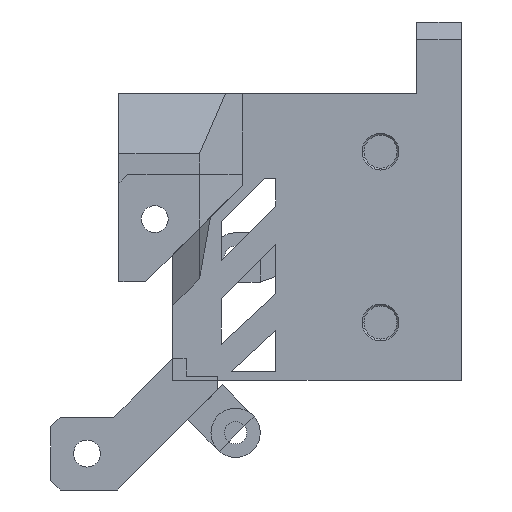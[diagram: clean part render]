
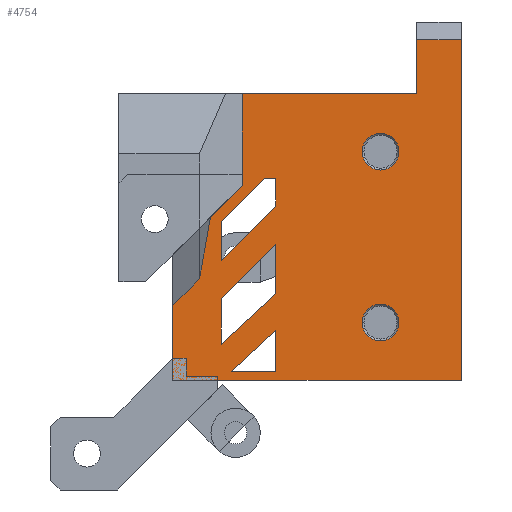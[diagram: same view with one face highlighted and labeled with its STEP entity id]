
A CAD part, left-side view. The second image highlights one B-rep face of the part: STEP entity #4754.
In plain terms, the highlighted planar face has unit normal (-1, 0, 0).
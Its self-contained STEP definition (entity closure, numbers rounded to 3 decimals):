
#227=FACE_BOUND('',#699,.T.);
#228=FACE_BOUND('',#700,.T.);
#229=FACE_BOUND('',#701,.T.);
#230=FACE_BOUND('',#702,.T.);
#231=FACE_BOUND('',#703,.T.);
#292=CIRCLE('',#5116,2.05);
#293=CIRCLE('',#5117,2.05);
#430=FACE_OUTER_BOUND('',#698,.T.);
#698=EDGE_LOOP('',(#3491,#3492,#3493,#3494,#3495,#3496,#3497,#3498,#3499,
#3500,#3501));
#699=EDGE_LOOP('',(#3502,#3503,#3504,#3505));
#700=EDGE_LOOP('',(#3506,#3507,#3508,#3509,#3510));
#701=EDGE_LOOP('',(#3511));
#702=EDGE_LOOP('',(#3512));
#703=EDGE_LOOP('',(#3513,#3514,#3515));
#1102=LINE('',#6976,#1635);
#1115=LINE('',#7000,#1648);
#1117=LINE('',#7005,#1650);
#1118=LINE('',#7007,#1651);
#1119=LINE('',#7009,#1652);
#1120=LINE('',#7011,#1653);
#1121=LINE('',#7013,#1654);
#1122=LINE('',#7015,#1655);
#1123=LINE('',#7017,#1656);
#1124=LINE('',#7019,#1657);
#1125=LINE('',#7020,#1658);
#1126=LINE('',#7023,#1659);
#1127=LINE('',#7025,#1660);
#1128=LINE('',#7027,#1661);
#1129=LINE('',#7028,#1662);
#1130=LINE('',#7031,#1663);
#1131=LINE('',#7033,#1664);
#1132=LINE('',#7035,#1665);
#1133=LINE('',#7037,#1666);
#1134=LINE('',#7038,#1667);
#1135=LINE('',#7045,#1668);
#1136=LINE('',#7047,#1669);
#1137=LINE('',#7048,#1670);
#1635=VECTOR('',#5723,10.);
#1648=VECTOR('',#5744,10.);
#1650=VECTOR('',#5750,10.);
#1651=VECTOR('',#5751,10.);
#1652=VECTOR('',#5752,10.);
#1653=VECTOR('',#5753,10.);
#1654=VECTOR('',#5754,10.);
#1655=VECTOR('',#5755,10.);
#1656=VECTOR('',#5756,10.);
#1657=VECTOR('',#5757,10.);
#1658=VECTOR('',#5758,10.);
#1659=VECTOR('',#5759,10.);
#1660=VECTOR('',#5760,10.);
#1661=VECTOR('',#5761,10.);
#1662=VECTOR('',#5762,10.);
#1663=VECTOR('',#5763,10.);
#1664=VECTOR('',#5764,10.);
#1665=VECTOR('',#5765,10.);
#1666=VECTOR('',#5766,10.);
#1667=VECTOR('',#5767,10.);
#1668=VECTOR('',#5772,10.);
#1669=VECTOR('',#5773,10.);
#1670=VECTOR('',#5774,10.);
#2125=VERTEX_POINT('',#6973);
#2126=VERTEX_POINT('',#6975);
#2133=VERTEX_POINT('',#6999);
#2134=VERTEX_POINT('',#7004);
#2135=VERTEX_POINT('',#7006);
#2136=VERTEX_POINT('',#7008);
#2137=VERTEX_POINT('',#7010);
#2138=VERTEX_POINT('',#7012);
#2139=VERTEX_POINT('',#7014);
#2140=VERTEX_POINT('',#7016);
#2141=VERTEX_POINT('',#7018);
#2142=VERTEX_POINT('',#7021);
#2143=VERTEX_POINT('',#7022);
#2144=VERTEX_POINT('',#7024);
#2145=VERTEX_POINT('',#7026);
#2146=VERTEX_POINT('',#7029);
#2147=VERTEX_POINT('',#7030);
#2148=VERTEX_POINT('',#7032);
#2149=VERTEX_POINT('',#7034);
#2150=VERTEX_POINT('',#7036);
#2151=VERTEX_POINT('',#7039);
#2152=VERTEX_POINT('',#7041);
#2153=VERTEX_POINT('',#7043);
#2154=VERTEX_POINT('',#7044);
#2155=VERTEX_POINT('',#7046);
#2626=EDGE_CURVE('',#2126,#2125,#1102,.T.);
#2639=EDGE_CURVE('',#2133,#2126,#1115,.T.);
#2641=EDGE_CURVE('',#2125,#2134,#1117,.T.);
#2642=EDGE_CURVE('',#2134,#2135,#1118,.T.);
#2643=EDGE_CURVE('',#2135,#2136,#1119,.T.);
#2644=EDGE_CURVE('',#2136,#2137,#1120,.T.);
#2645=EDGE_CURVE('',#2137,#2138,#1121,.T.);
#2646=EDGE_CURVE('',#2139,#2138,#1122,.T.);
#2647=EDGE_CURVE('',#2140,#2139,#1123,.T.);
#2648=EDGE_CURVE('',#2140,#2141,#1124,.T.);
#2649=EDGE_CURVE('',#2133,#2141,#1125,.T.);
#2650=EDGE_CURVE('',#2142,#2143,#1126,.T.);
#2651=EDGE_CURVE('',#2143,#2144,#1127,.T.);
#2652=EDGE_CURVE('',#2144,#2145,#1128,.T.);
#2653=EDGE_CURVE('',#2145,#2142,#1129,.T.);
#2654=EDGE_CURVE('',#2146,#2147,#1130,.T.);
#2655=EDGE_CURVE('',#2147,#2148,#1131,.T.);
#2656=EDGE_CURVE('',#2148,#2149,#1132,.T.);
#2657=EDGE_CURVE('',#2149,#2150,#1133,.T.);
#2658=EDGE_CURVE('',#2150,#2146,#1134,.T.);
#2659=EDGE_CURVE('',#2151,#2151,#292,.T.);
#2660=EDGE_CURVE('',#2152,#2152,#293,.T.);
#2661=EDGE_CURVE('',#2153,#2154,#1135,.T.);
#2662=EDGE_CURVE('',#2154,#2155,#1136,.T.);
#2663=EDGE_CURVE('',#2155,#2153,#1137,.T.);
#3491=ORIENTED_EDGE('',*,*,#2639,.T.);
#3492=ORIENTED_EDGE('',*,*,#2626,.T.);
#3493=ORIENTED_EDGE('',*,*,#2641,.T.);
#3494=ORIENTED_EDGE('',*,*,#2642,.T.);
#3495=ORIENTED_EDGE('',*,*,#2643,.T.);
#3496=ORIENTED_EDGE('',*,*,#2644,.T.);
#3497=ORIENTED_EDGE('',*,*,#2645,.T.);
#3498=ORIENTED_EDGE('',*,*,#2646,.F.);
#3499=ORIENTED_EDGE('',*,*,#2647,.F.);
#3500=ORIENTED_EDGE('',*,*,#2648,.T.);
#3501=ORIENTED_EDGE('',*,*,#2649,.F.);
#3502=ORIENTED_EDGE('',*,*,#2650,.T.);
#3503=ORIENTED_EDGE('',*,*,#2651,.T.);
#3504=ORIENTED_EDGE('',*,*,#2652,.T.);
#3505=ORIENTED_EDGE('',*,*,#2653,.T.);
#3506=ORIENTED_EDGE('',*,*,#2654,.T.);
#3507=ORIENTED_EDGE('',*,*,#2655,.T.);
#3508=ORIENTED_EDGE('',*,*,#2656,.T.);
#3509=ORIENTED_EDGE('',*,*,#2657,.T.);
#3510=ORIENTED_EDGE('',*,*,#2658,.T.);
#3511=ORIENTED_EDGE('',*,*,#2659,.F.);
#3512=ORIENTED_EDGE('',*,*,#2660,.F.);
#3513=ORIENTED_EDGE('',*,*,#2661,.T.);
#3514=ORIENTED_EDGE('',*,*,#2662,.T.);
#3515=ORIENTED_EDGE('',*,*,#2663,.T.);
#4542=PLANE('',#5115);
#4754=ADVANCED_FACE('',(#430,#227,#228,#229,#230,#231),#4542,.T.);
#5115=AXIS2_PLACEMENT_3D('',#7003,#5748,#5749);
#5116=AXIS2_PLACEMENT_3D('',#7040,#5768,#5769);
#5117=AXIS2_PLACEMENT_3D('',#7042,#5770,#5771);
#5723=DIRECTION('',(0.,1.,0.));
#5744=DIRECTION('',(0.,0.,-1.));
#5748=DIRECTION('center_axis',(-1.,0.,0.));
#5749=DIRECTION('ref_axis',(0.,0.,-1.));
#5750=DIRECTION('',(0.,-0.928,-0.371));
#5751=DIRECTION('',(0.,0.,-1.));
#5752=DIRECTION('',(0.,0.707,-0.707));
#5753=DIRECTION('',(0.,0.,-1.));
#5754=DIRECTION('',(0.,-1.,0.));
#5755=DIRECTION('',(0.,0.,-1.));
#5756=DIRECTION('',(0.,-1.,0.));
#5757=DIRECTION('',(0.,0.,-1.));
#5758=DIRECTION('',(0.,-1.,0.));
#5759=DIRECTION('',(0.,-0.707,0.707));
#5760=DIRECTION('',(0.,0.,-1.));
#5761=DIRECTION('',(0.,0.737,-0.676));
#5762=DIRECTION('',(0.,0.,1.));
#5763=DIRECTION('',(0.,0.,1.));
#5764=DIRECTION('',(0.,-0.707,0.707));
#5765=DIRECTION('',(0.,-1.,0.));
#5766=DIRECTION('',(0.,0.,-1.));
#5767=DIRECTION('',(0.,0.707,-0.707));
#5768=DIRECTION('center_axis',(-1.,0.,0.));
#5769=DIRECTION('ref_axis',(0.,-1.,0.));
#5770=DIRECTION('center_axis',(-1.,0.,0.));
#5771=DIRECTION('ref_axis',(0.,-1.,0.));
#5772=DIRECTION('',(0.,-0.737,0.676));
#5773=DIRECTION('',(0.,0.,-1.));
#5774=DIRECTION('',(0.,1.,0.));
#6973=CARTESIAN_POINT('',(-20.,-0.276,-3.));
#6975=CARTESIAN_POINT('',(-20.,-10.043,-3.));
#6976=CARTESIAN_POINT('',(-20.,-1.83,-3.));
#6999=CARTESIAN_POINT('',(-20.,-10.043,6.));
#7000=CARTESIAN_POINT('',(-20.,-10.043,1.5));
#7003=CARTESIAN_POINT('Origin',(-20.,0.,6.));
#7004=CARTESIAN_POINT('',(-20.,-5.276,-5.));
#7005=CARTESIAN_POINT('',(-20.,-1.105,-3.332));
#7006=CARTESIAN_POINT('',(-20.,-5.276,-9.));
#7007=CARTESIAN_POINT('',(-20.,-5.276,-1.5));
#7008=CARTESIAN_POINT('',(-20.,-2.276,-12.));
#7009=CARTESIAN_POINT('',(-20.,-6.207,-8.069));
#7010=CARTESIAN_POINT('',(-20.,-2.276,-26.));
#7011=CARTESIAN_POINT('',(-20.,-2.276,-13.013));
#7012=CARTESIAN_POINT('',(-20.,-34.5,-26.));
#7013=CARTESIAN_POINT('',(-20.,0.,-26.));
#7014=CARTESIAN_POINT('',(-20.,-34.5,12.));
#7015=CARTESIAN_POINT('',(-20.,-34.5,14.));
#7016=CARTESIAN_POINT('',(-20.,-29.5,12.));
#7017=CARTESIAN_POINT('',(-20.,-14.75,12.));
#7018=CARTESIAN_POINT('',(-20.,-29.5,6.));
#7019=CARTESIAN_POINT('',(-20.,-29.5,14.));
#7020=CARTESIAN_POINT('',(-20.,0.,6.));
#7021=CARTESIAN_POINT('',(-20.,-7.7,-16.893));
#7022=CARTESIAN_POINT('',(-20.,-13.8,-10.793));
#7023=CARTESIAN_POINT('',(-20.,-14.548,-10.044));
#7024=CARTESIAN_POINT('',(-20.,-13.8,-16.347));
#7025=CARTESIAN_POINT('',(-20.,-13.8,-5.174));
#7026=CARTESIAN_POINT('',(-20.,-7.7,-21.939));
#7027=CARTESIAN_POINT('',(-20.,-12.566,-17.478));
#7028=CARTESIAN_POINT('',(-20.,-7.7,-5.446));
#7029=CARTESIAN_POINT('',(-20.,-7.7,-12.65));
#7030=CARTESIAN_POINT('',(-20.,-7.7,-8.25));
#7031=CARTESIAN_POINT('',(-20.,-7.7,-1.125));
#7032=CARTESIAN_POINT('',(-20.,-12.5,-3.45));
#7033=CARTESIAN_POINT('',(-20.,-11.738,-4.212));
#7034=CARTESIAN_POINT('',(-20.,-13.8,-3.45));
#7035=CARTESIAN_POINT('',(-20.,-6.9,-3.45));
#7036=CARTESIAN_POINT('',(-20.,-13.8,-6.55));
#7037=CARTESIAN_POINT('',(-20.,-13.8,-0.275));
#7038=CARTESIAN_POINT('',(-20.,-10.438,-9.912));
#7039=CARTESIAN_POINT('',(-20.,-23.425,-19.535));
#7040=CARTESIAN_POINT('Origin',(-20.,-25.475,-19.535));
#7041=CARTESIAN_POINT('',(-20.,-23.425,-0.465));
#7042=CARTESIAN_POINT('Origin',(-20.,-25.475,-0.465));
#7043=CARTESIAN_POINT('',(-20.,-8.8,-25.));
#7044=CARTESIAN_POINT('',(-20.,-13.8,-20.417));
#7045=CARTESIAN_POINT('',(-20.,-16.63,-17.823));
#7046=CARTESIAN_POINT('',(-20.,-13.8,-25.));
#7047=CARTESIAN_POINT('',(-20.,-13.8,-9.5));
#7048=CARTESIAN_POINT('',(-20.,-4.4,-25.));
